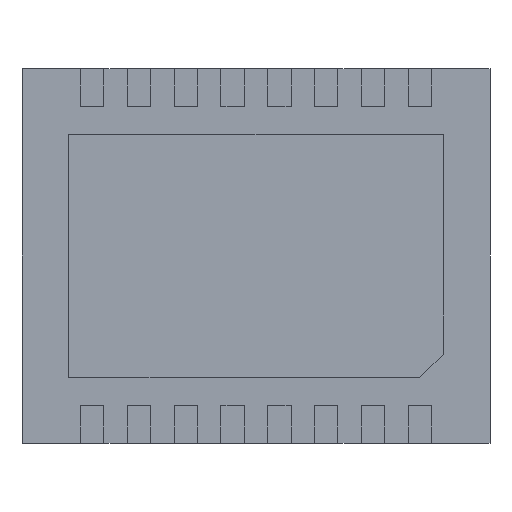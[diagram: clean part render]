
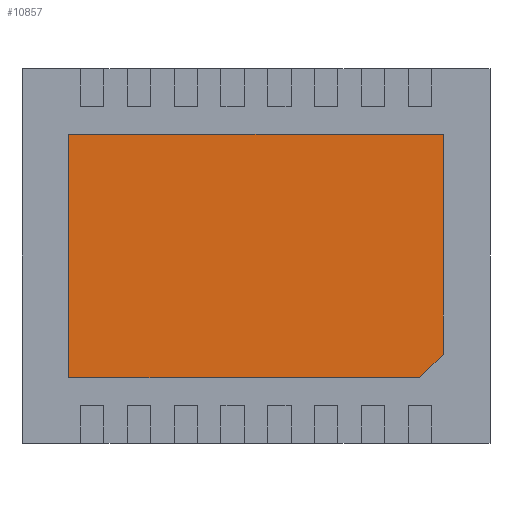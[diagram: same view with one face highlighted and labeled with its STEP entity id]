
A CAD part, front view. The second image highlights one B-rep face of the part: STEP entity #10857.
In plain terms, the highlighted planar face has unit normal (0, -1, 0).
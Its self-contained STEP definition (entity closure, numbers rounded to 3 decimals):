
#10692=DIRECTION('',(-1.,0.,0.));
#10693=VECTOR('',#10692,3.749);
#10694=CARTESIAN_POINT('',(1.749,0.,-1.3));
#10695=LINE('',#10694,#10693);
#10699=DIRECTION('',(0.,0.,1.));
#10700=VECTOR('',#10699,2.6);
#10701=CARTESIAN_POINT('',(-2.,0.,-1.3));
#10702=LINE('',#10701,#10700);
#10706=DIRECTION('',(1.,0.,0.));
#10707=VECTOR('',#10706,4.);
#10708=CARTESIAN_POINT('',(-2.,0.,1.3));
#10709=LINE('',#10708,#10707);
#10713=DIRECTION('',(0.,0.,-1.));
#10714=VECTOR('',#10713,2.349);
#10715=CARTESIAN_POINT('',(2.,0.,1.3));
#10716=LINE('',#10715,#10714);
#10720=DIRECTION('',(-0.707,0.,-0.707));
#10721=VECTOR('',#10720,0.356);
#10722=CARTESIAN_POINT('',(2.,0.,-1.049));
#10723=LINE('',#10722,#10721);
#10775=CARTESIAN_POINT('',(1.749,0.,-1.3));
#10776=CARTESIAN_POINT('',(-2.,0.,-1.3));
#10777=VERTEX_POINT('',#10775);
#10778=VERTEX_POINT('',#10776);
#10779=CARTESIAN_POINT('',(-2.,0.,1.3));
#10780=VERTEX_POINT('',#10779);
#10781=CARTESIAN_POINT('',(2.,0.,1.3));
#10782=VERTEX_POINT('',#10781);
#10783=CARTESIAN_POINT('',(2.,0.,-1.049));
#10784=VERTEX_POINT('',#10783);
#10842=CARTESIAN_POINT('',(0.,0.,0.));
#10843=DIRECTION('',(0.,1.,0.));
#10844=DIRECTION('',(1.,0.,0.));
#10845=AXIS2_PLACEMENT_3D('',#10842,#10843,#10844);
#10846=PLANE('',#10845);
#10847=ORIENTED_EDGE('',*,*,#10804,.T.);
#10849=ORIENTED_EDGE('',*,*,#10848,.T.);
#10851=ORIENTED_EDGE('',*,*,#10850,.T.);
#10853=ORIENTED_EDGE('',*,*,#10852,.T.);
#10854=ORIENTED_EDGE('',*,*,#10835,.T.);
#10855=EDGE_LOOP('',(#10847,#10849,#10851,#10853,#10854));
#10856=FACE_OUTER_BOUND('',#10855,.F.);
#10857=ADVANCED_FACE('',(#10856),#10846,.F.);
#10804=EDGE_CURVE('',#10777,#10778,#10695,.T.);
#10835=EDGE_CURVE('',#10784,#10777,#10723,.T.);
#10848=EDGE_CURVE('',#10778,#10780,#10702,.T.);
#10850=EDGE_CURVE('',#10780,#10782,#10709,.T.);
#10852=EDGE_CURVE('',#10782,#10784,#10716,.T.);
